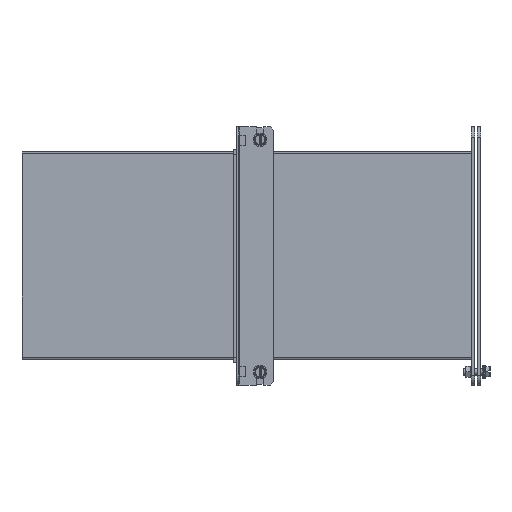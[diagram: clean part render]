
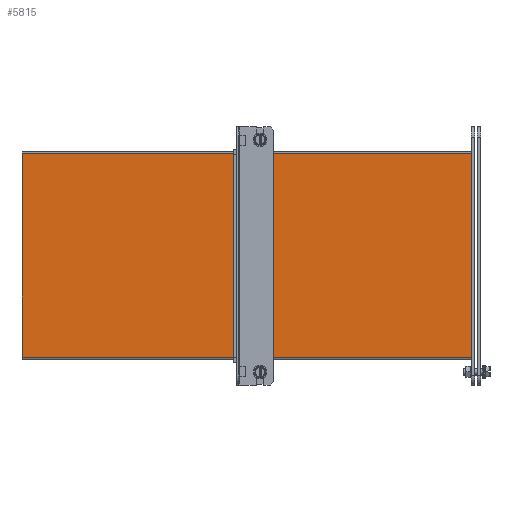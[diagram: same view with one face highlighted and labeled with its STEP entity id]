
A CAD part, left-side view. The second image highlights one B-rep face of the part: STEP entity #5815.
In plain terms, the highlighted planar face has unit normal (-1, 0, 0).
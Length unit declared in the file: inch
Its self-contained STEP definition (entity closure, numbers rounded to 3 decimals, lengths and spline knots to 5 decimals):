
#120 = FACE_OUTER_BOUND ( 'NONE', #13824, .T. ) ;
#350 = CARTESIAN_POINT ( 'NONE',  ( 0., 8.375, 7.688 ) ) ;
#1130 = LINE ( 'NONE', #13027, #12476 ) ;
#1144 = VERTEX_POINT ( 'NONE', #4331 ) ;
#1225 = CARTESIAN_POINT ( 'NONE',  ( 0., 8.375, 7.688 ) ) ;
#2118 = DIRECTION ( 'NONE',  ( 0., 1., 0. ) ) ;
#2415 = ORIENTED_EDGE ( 'NONE', *, *, #14844, .T. ) ;
#2952 = VERTEX_POINT ( 'NONE', #13967 ) ;
#3218 = CARTESIAN_POINT ( 'NONE',  ( 0., 8.375, 7.688 ) ) ;
#3452 = EDGE_CURVE ( 'NONE', #7130, #7424, #15322, .T. ) ;
#3856 = DIRECTION ( 'NONE',  ( -1., 0., 0. ) ) ;
#4190 = ORIENTED_EDGE ( 'NONE', *, *, #6826, .T. ) ;
#4204 = LINE ( 'NONE', #1225, #5764 ) ;
#4331 = CARTESIAN_POINT ( 'NONE',  ( 0., -8.375, 0.108 ) ) ;
#5092 = DIRECTION ( 'NONE',  ( 0., 0., 1. ) ) ;
#5189 = CARTESIAN_POINT ( 'NONE',  ( 0., -8.375, 7.688 ) ) ;
#5416 = DIRECTION ( 'NONE',  ( 0., 0., 1. ) ) ;
#5626 = DIRECTION ( 'NONE',  ( 0., 0., -1. ) ) ;
#5764 = VECTOR ( 'NONE', #2118, 39.37008 ) ;
#5815 = ADVANCED_FACE ( 'NONE', ( #120 ), #10768, .T. ) ;
#6826 = EDGE_CURVE ( 'NONE', #7424, #1144, #1130, .T. ) ;
#7042 = ORIENTED_EDGE ( 'NONE', *, *, #10457, .T. ) ;
#7130 = VERTEX_POINT ( 'NONE', #9990 ) ;
#7424 = VERTEX_POINT ( 'NONE', #13079 ) ;
#7603 = LINE ( 'NONE', #5189, #13635 ) ;
#9272 = AXIS2_PLACEMENT_3D ( 'NONE', #350, #3856, #5092 ) ;
#9990 = CARTESIAN_POINT ( 'NONE',  ( 0., 8.375, 7.688 ) ) ;
#10457 = EDGE_CURVE ( 'NONE', #1144, #2952, #7603, .T. ) ;
#10768 = PLANE ( 'NONE',  #9272 ) ;
#11784 = DIRECTION ( 'NONE',  ( 0., -1., 0. ) ) ;
#12476 = VECTOR ( 'NONE', #11784, 39.37008 ) ;
#13027 = CARTESIAN_POINT ( 'NONE',  ( 0., 8.375, 0.108 ) ) ;
#13079 = CARTESIAN_POINT ( 'NONE',  ( 0., 8.375, 0.108 ) ) ;
#13567 = ORIENTED_EDGE ( 'NONE', *, *, #3452, .T. ) ;
#13635 = VECTOR ( 'NONE', #5416, 39.37008 ) ;
#13670 = VECTOR ( 'NONE', #5626, 39.37008 ) ;
#13824 = EDGE_LOOP ( 'NONE', ( #13567, #4190, #7042, #2415 ) ) ;
#13967 = CARTESIAN_POINT ( 'NONE',  ( 0., -8.375, 7.688 ) ) ;
#14844 = EDGE_CURVE ( 'NONE', #2952, #7130, #4204, .T. ) ;
#15322 = LINE ( 'NONE', #3218, #13670 ) ;
